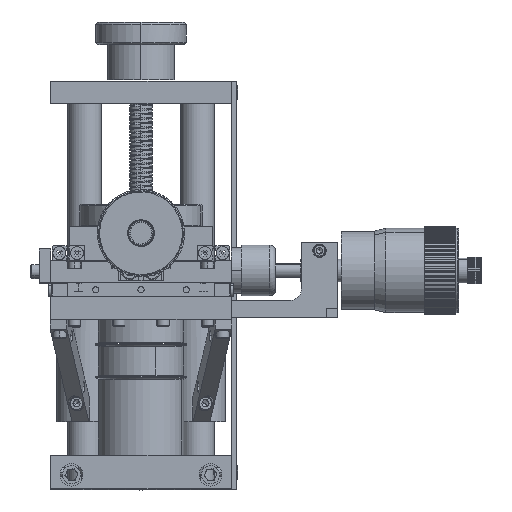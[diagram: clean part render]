
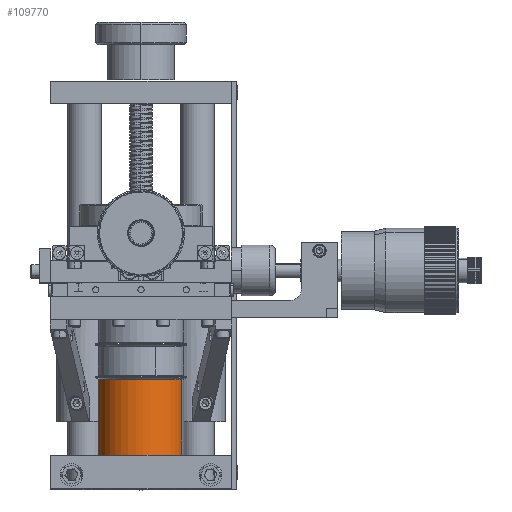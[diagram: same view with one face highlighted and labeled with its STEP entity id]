
A CAD part, top view. The second image highlights one B-rep face of the part: STEP entity #109770.
In plain terms, the highlighted cylindrical face has radius 24.003 mm (diameter 48.006 mm), a partial arc.
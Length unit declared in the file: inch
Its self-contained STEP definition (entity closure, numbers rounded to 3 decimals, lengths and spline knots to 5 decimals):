
#643 = CARTESIAN_POINT ( 'NONE',  ( 0.90204, 0.769, 0.28168 ) ) ;
#659 = CARTESIAN_POINT ( 'NONE',  ( 0., 0.769, 0. ) ) ;
#667 = DIRECTION ( 'NONE',  ( 0., 1., 0. ) ) ;
#673 = DIRECTION ( 'NONE',  ( 0., 1., 0. ) ) ;
#675 = DIRECTION ( 'NONE',  ( 0., -1., 0. ) ) ;
#694 = DIRECTION ( 'NONE',  ( -0.955, 0., -0.298 ) ) ;
#718 = CARTESIAN_POINT ( 'NONE',  ( -0.90204, 0.769, -0.28168 ) ) ;
#946 = DIRECTION ( 'NONE',  ( 0., -1., 0. ) ) ;
#953 = DIRECTION ( 'NONE',  ( -0.955, 0., -0.298 ) ) ;
#1017 = CARTESIAN_POINT ( 'NONE',  ( 0., 2.449, 0. ) ) ;
#2216 = VECTOR ( 'NONE', #673, 39.37008 ) ;
#2225 = VECTOR ( 'NONE', #667, 39.37008 ) ;
#2234 = LINE ( 'NONE', #718, #2216 ) ;
#2239 = CIRCLE ( 'NONE', #135305, 0.945 ) ;
#2240 = LINE ( 'NONE', #643, #2225 ) ;
#2310 = CIRCLE ( 'NONE', #135466, 0.945 ) ;
#12562 = ORIENTED_EDGE ( 'NONE', *, *, #75940, .T. ) ;
#12571 = ORIENTED_EDGE ( 'NONE', *, *, #75991, .T. ) ;
#12576 = ORIENTED_EDGE ( 'NONE', *, *, #75937, .F. ) ;
#12609 = ORIENTED_EDGE ( 'NONE', *, *, #75936, .F. ) ;
#58385 = AXIS2_PLACEMENT_3D ( 'NONE', #121999, #122009, #122003 ) ;
#75936 = EDGE_CURVE ( 'NONE', #128874, #128879, #2239, .T. ) ;
#75937 = EDGE_CURVE ( 'NONE', #128879, #128920, #2234, .T. ) ;
#75940 = EDGE_CURVE ( 'NONE', #128874, #128883, #2240, .T. ) ;
#75991 = EDGE_CURVE ( 'NONE', #128883, #128920, #2310, .T. ) ;
#97047 = EDGE_LOOP ( 'NONE', ( #12576, #12609, #12562, #12571 ) ) ;
#109770 = ADVANCED_FACE ( 'NONE', ( #124063 ), #124019, .T. ) ;
#121999 = CARTESIAN_POINT ( 'NONE',  ( 0., 0.769, 0. ) ) ;
#122003 = DIRECTION ( 'NONE',  ( 0.955, 0., 0.298 ) ) ;
#122009 = DIRECTION ( 'NONE',  ( 0., 1., 0. ) ) ;
#124019 = CYLINDRICAL_SURFACE ( 'NONE', #58385, 0.945 ) ;
#124063 = FACE_OUTER_BOUND ( 'NONE', #97047, .T. ) ;
#128874 = VERTEX_POINT ( 'NONE', #143260 ) ;
#128879 = VERTEX_POINT ( 'NONE', #143190 ) ;
#128883 = VERTEX_POINT ( 'NONE', #143218 ) ;
#128920 = VERTEX_POINT ( 'NONE', #143303 ) ;
#135305 = AXIS2_PLACEMENT_3D ( 'NONE', #659, #675, #694 ) ;
#135466 = AXIS2_PLACEMENT_3D ( 'NONE', #1017, #946, #953 ) ;
#143190 = CARTESIAN_POINT ( 'NONE',  ( -0.90204, 0.769, -0.28168 ) ) ;
#143218 = CARTESIAN_POINT ( 'NONE',  ( 0.90204, 2.449, 0.28168 ) ) ;
#143260 = CARTESIAN_POINT ( 'NONE',  ( 0.90204, 0.769, 0.28168 ) ) ;
#143303 = CARTESIAN_POINT ( 'NONE',  ( -0.90204, 2.449, -0.28168 ) ) ;
